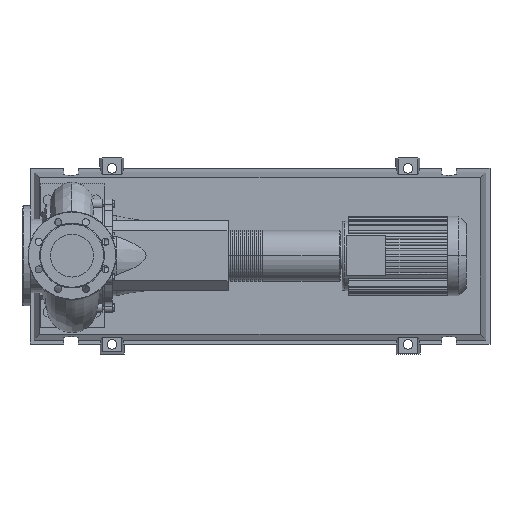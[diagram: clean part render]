
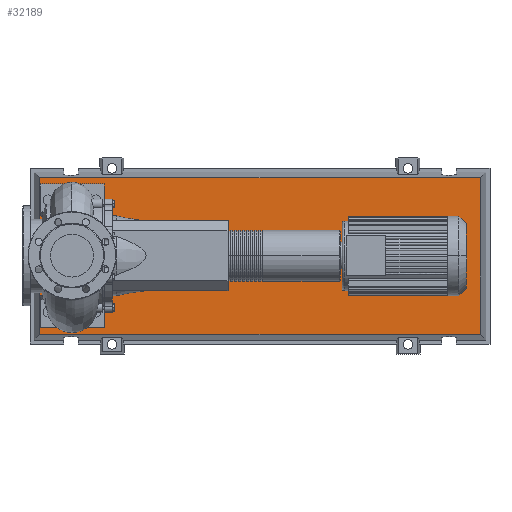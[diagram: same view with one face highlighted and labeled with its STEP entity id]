
A CAD part, top view. The second image highlights one B-rep face of the part: STEP entity #32189.
In plain terms, the highlighted planar face has unit normal (0, 0, 1).
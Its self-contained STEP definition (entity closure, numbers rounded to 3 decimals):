
#31870=CARTESIAN_POINT('',(1020.471,-195.471,103.0));
#31871=VERTEX_POINT('',#31870);
#31878=CARTESIAN_POINT('',(-80.471,-195.471,103.0));
#31879=VERTEX_POINT('',#31878);
#31880=CARTESIAN_POINT('',(1020.471,-195.471,103.0));
#31881=DIRECTION('',(-1.0,0.0,0.0));
#31882=VECTOR('',#31881,1100.941);
#31883=LINE('',#31880,#31882);
#31884=EDGE_CURVE('',#31871,#31879,#31883,.T.);
#32102=CARTESIAN_POINT('',(1020.471,195.471,103.0));
#32103=VERTEX_POINT('',#32102);
#32104=CARTESIAN_POINT('',(1020.471,195.471,103.0));
#32105=DIRECTION('',(0.0,-1.0,0.0));
#32106=VECTOR('',#32105,390.941);
#32107=LINE('',#32104,#32106);
#32108=EDGE_CURVE('',#32103,#31871,#32107,.T.);
#32126=CARTESIAN_POINT('',(-80.471,195.471,103.0));
#32127=VERTEX_POINT('',#32126);
#32128=CARTESIAN_POINT('',(-80.471,-195.471,103.0));
#32129=DIRECTION('',(0.0,1.0,0.0));
#32130=VECTOR('',#32129,390.941);
#32131=LINE('',#32128,#32130);
#32132=EDGE_CURVE('',#31879,#32127,#32131,.T.);
#32165=CARTESIAN_POINT('',(-80.471,195.471,103.0));
#32166=DIRECTION('',(1.0,0.0,0.0));
#32167=VECTOR('',#32166,1100.941);
#32168=LINE('',#32165,#32167);
#32169=EDGE_CURVE('',#32127,#32103,#32168,.T.);
#32178=CARTESIAN_POINT('',(470.,0.,103.0));
#32179=DIRECTION('',(0.0,0.0,1.0));
#32180=DIRECTION('',(1.0,0.0,0.0));
#32181=AXIS2_PLACEMENT_3D('',#32178,#32179,#32180);
#32182=PLANE('',#32181);
#32183=ORIENTED_EDGE('',*,*,#32108,.F.);
#32184=ORIENTED_EDGE('',*,*,#32169,.F.);
#32185=ORIENTED_EDGE('',*,*,#32132,.F.);
#32186=ORIENTED_EDGE('',*,*,#31884,.F.);
#32187=EDGE_LOOP('',(#32183,#32184,#32185,#32186));
#32188=FACE_OUTER_BOUND('',#32187,.T.);
#32189=ADVANCED_FACE('',(#32188),#32182,.T.);
